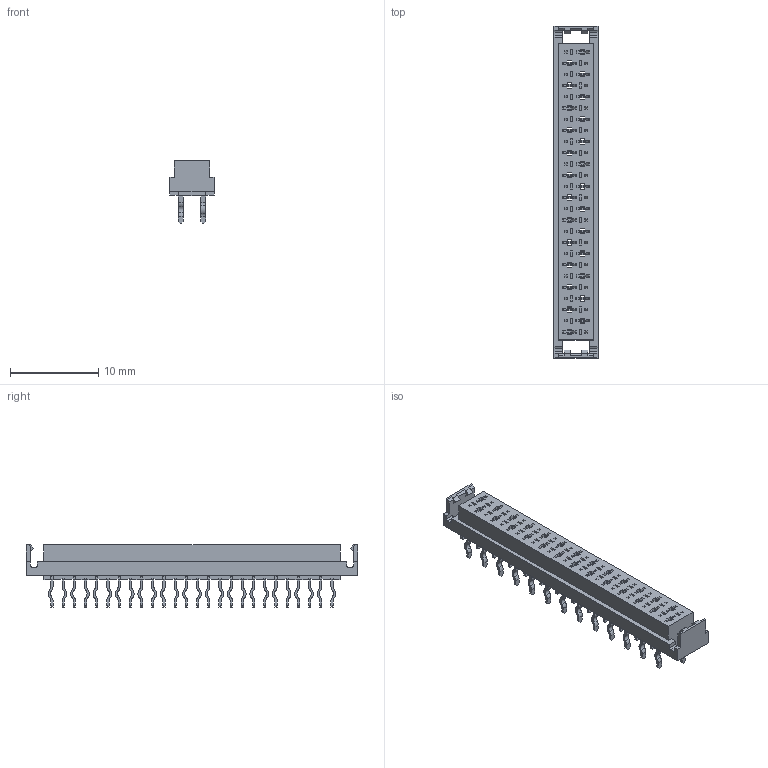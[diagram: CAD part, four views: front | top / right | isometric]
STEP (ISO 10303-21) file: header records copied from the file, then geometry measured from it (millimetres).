
FILE_DESCRIPTION(/* description */ ('Unknown'),/* implementation_level */ '2;1');
FILE_NAME(/* name */ 'J_Wurth_WR-MM_690367192672',/* time_stamp */ '2025-05-08T10:46:04+08:00',/* author */ ('Unknown'),/* organization */ ('Unknown'),/* preprocessor_version */ 'ST-DEVELOPER v19.4',/* originating_system */ 'Solid Edge',/* authorisation */ 'Unknown');
FILE_SCHEMA (('AUTOMOTIVE_DESIGN {1 0 10303 214 3 1 1}'));
Products named in the file (2): J_Wurth_WR-MM_690367192672
Assembly tree (1 placements, depth 2):
  J_Wurth_WR-MM_690367192672
    J_Wurth_WR-MM_690367192672
Bounding box: 5 x 37.62 x 7.1 mm (x, y, z)
Volume: 574.2 mm3; surface area: 1318.8 mm2
Topology: 1 solids, 1 shells, 2175 faces, 6238 edges, 3984 vertices
Faces by surface type: plane 1647, cylinder 528
Entity records: 85628 total; most frequent: CARTESIAN_POINT 12555, ORIENTED_EDGE 12476, DIRECTION 11648, EDGE_CURVE 6238, LINE 5078, VECTOR 5078, VERTEX_POINT 3984, AXIS2_PLACEMENT_3D 3285
